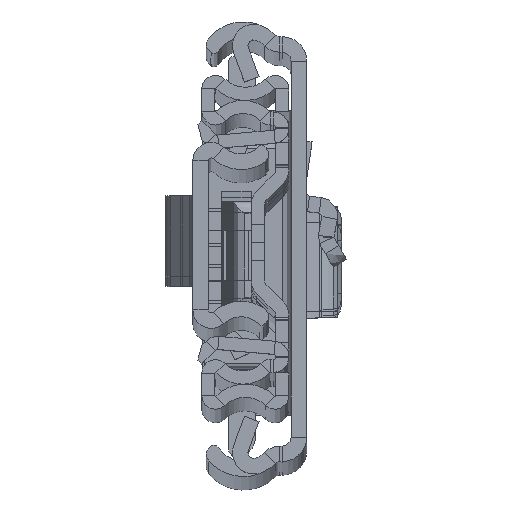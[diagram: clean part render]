
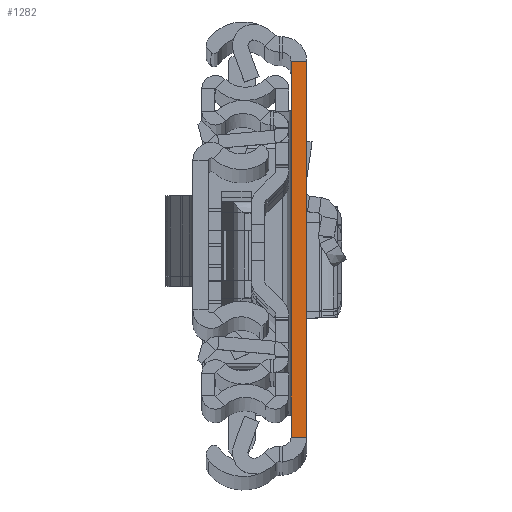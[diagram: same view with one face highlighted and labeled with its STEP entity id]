
A CAD part, top view. The second image highlights one B-rep face of the part: STEP entity #1282.
In plain terms, the highlighted planar face has unit normal (0, 0, 1).
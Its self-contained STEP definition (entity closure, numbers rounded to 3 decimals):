
#31 = CARTESIAN_POINT ( 'NONE',  ( 2.6, -31.5, 0. ) ) ;
#193 = CARTESIAN_POINT ( 'NONE',  ( 0., -31.5, 0. ) ) ;
#232 = AXIS2_PLACEMENT_3D ( 'NONE', #14843, #13363, #1265 ) ;
#1265 = DIRECTION ( 'NONE',  ( 0., 1., 0. ) ) ;
#1282 = ADVANCED_FACE ( 'NONE', ( #16331 ), #17915, .F. ) ;
#1615 = CARTESIAN_POINT ( 'NONE',  ( 2.6, 31.5, 0. ) ) ;
#2866 = ORIENTED_EDGE ( 'NONE', *, *, #5422, .F. ) ;
#3044 = DIRECTION ( 'NONE',  ( 0., 1., 0. ) ) ;
#4096 = VERTEX_POINT ( 'NONE', #17191 ) ;
#4102 = VERTEX_POINT ( 'NONE', #5206 ) ;
#4525 = VECTOR ( 'NONE', #3044, 1000. ) ;
#4772 = DIRECTION ( 'NONE',  ( 0., 1., 0. ) ) ;
#5206 = CARTESIAN_POINT ( 'NONE',  ( 2.6, 31.5, 0. ) ) ;
#5422 = EDGE_CURVE ( 'NONE', #4096, #4102, #14902, .T. ) ;
#5524 = CARTESIAN_POINT ( 'NONE',  ( 0., -31.5, 0. ) ) ;
#7020 = EDGE_CURVE ( 'NONE', #10048, #13260, #16664, .T. ) ;
#8177 = VECTOR ( 'NONE', #12029, 1000. ) ;
#9494 = EDGE_CURVE ( 'NONE', #13260, #4102, #13686, .T. ) ;
#10048 = VERTEX_POINT ( 'NONE', #5524 ) ;
#10423 = DIRECTION ( 'NONE',  ( 1., 0., 0. ) ) ;
#11259 = EDGE_LOOP ( 'NONE', ( #2866, #17883, #16629, #17109 ) ) ;
#11400 = VECTOR ( 'NONE', #10423, 1000. ) ;
#11412 = EDGE_CURVE ( 'NONE', #10048, #4096, #12166, .T. ) ;
#12029 = DIRECTION ( 'NONE',  ( 1., 0., 0. ) ) ;
#12166 = LINE ( 'NONE', #193, #4525 ) ;
#12214 = CARTESIAN_POINT ( 'NONE',  ( 2.6, -31.5, 0. ) ) ;
#13006 = VECTOR ( 'NONE', #4772, 1000. ) ;
#13260 = VERTEX_POINT ( 'NONE', #16410 ) ;
#13363 = DIRECTION ( 'NONE',  ( 0., 0., -1. ) ) ;
#13686 = LINE ( 'NONE', #12214, #13006 ) ;
#14843 = CARTESIAN_POINT ( 'NONE',  ( 2.6, -31.5, 0. ) ) ;
#14902 = LINE ( 'NONE', #1615, #8177 ) ;
#16331 = FACE_OUTER_BOUND ( 'NONE', #11259, .T. ) ;
#16410 = CARTESIAN_POINT ( 'NONE',  ( 2.6, -31.5, 0. ) ) ;
#16629 = ORIENTED_EDGE ( 'NONE', *, *, #7020, .T. ) ;
#16664 = LINE ( 'NONE', #31, #11400 ) ;
#17109 = ORIENTED_EDGE ( 'NONE', *, *, #9494, .T. ) ;
#17191 = CARTESIAN_POINT ( 'NONE',  ( 0., 31.5, 0. ) ) ;
#17883 = ORIENTED_EDGE ( 'NONE', *, *, #11412, .F. ) ;
#17915 = PLANE ( 'NONE',  #232 ) ;
